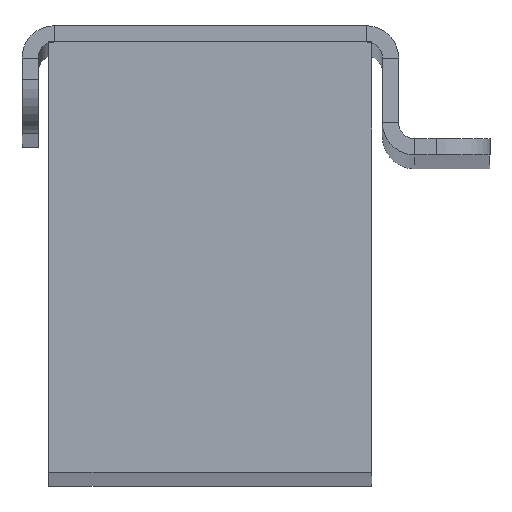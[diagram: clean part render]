
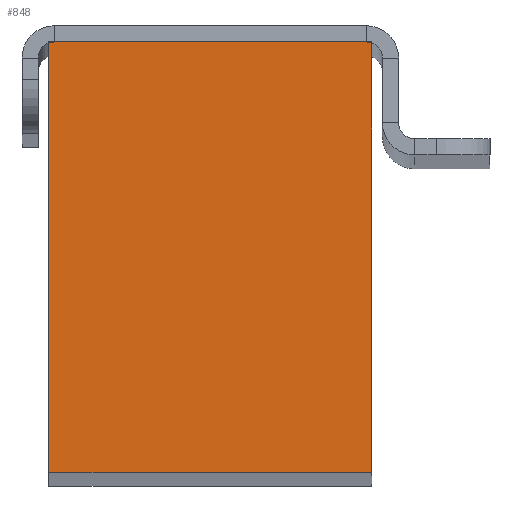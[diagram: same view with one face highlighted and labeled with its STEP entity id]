
A CAD part, top view. The second image highlights one B-rep face of the part: STEP entity #848.
In plain terms, the highlighted planar face has unit normal (0, 0, 1).
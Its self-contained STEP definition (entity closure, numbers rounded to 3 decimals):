
#9 = CARTESIAN_POINT ( 'NONE',  ( 40., -15., 371. ) ) ;
#46 = VERTEX_POINT ( 'NONE', #501 ) ;
#101 = CARTESIAN_POINT ( 'NONE',  ( 40., -15., 371. ) ) ;
#184 = DIRECTION ( 'NONE',  ( 0., -1., 0. ) ) ;
#204 = CARTESIAN_POINT ( 'NONE',  ( 0., 15., 371. ) ) ;
#213 = VERTEX_POINT ( 'NONE', #204 ) ;
#260 = EDGE_CURVE ( 'NONE', #985, #522, #774, .T. ) ;
#274 = VECTOR ( 'NONE', #1253, 1000. ) ;
#366 = EDGE_CURVE ( 'NONE', #46, #213, #798, .T. ) ;
#370 = ORIENTED_EDGE ( 'NONE', *, *, #260, .F. ) ;
#378 = AXIS2_PLACEMENT_3D ( 'NONE', #483, #462, #987 ) ;
#462 = DIRECTION ( 'NONE',  ( 0., 0., -1. ) ) ;
#466 = ORIENTED_EDGE ( 'NONE', *, *, #775, .T. ) ;
#476 = ORIENTED_EDGE ( 'NONE', *, *, #646, .F. ) ;
#483 = CARTESIAN_POINT ( 'NONE',  ( 40., -15., 371. ) ) ;
#501 = CARTESIAN_POINT ( 'NONE',  ( 40., 15., 371. ) ) ;
#508 = LINE ( 'NONE', #828, #1147 ) ;
#517 = VECTOR ( 'NONE', #661, 1000. ) ;
#522 = VERTEX_POINT ( 'NONE', #1031 ) ;
#646 = EDGE_CURVE ( 'NONE', #46, #985, #508, .T. ) ;
#661 = DIRECTION ( 'NONE',  ( 0., -1., 0. ) ) ;
#690 = CARTESIAN_POINT ( 'NONE',  ( 40., 15., 371. ) ) ;
#691 = VECTOR ( 'NONE', #955, 1000. ) ;
#774 = LINE ( 'NONE', #9, #691 ) ;
#775 = EDGE_CURVE ( 'NONE', #213, #522, #1186, .T. ) ;
#794 = ORIENTED_EDGE ( 'NONE', *, *, #366, .T. ) ;
#798 = LINE ( 'NONE', #690, #274 ) ;
#828 = CARTESIAN_POINT ( 'NONE',  ( 40., -15., 371. ) ) ;
#848 = ADVANCED_FACE ( 'NONE', ( #992 ), #1328, .F. ) ;
#955 = DIRECTION ( 'NONE',  ( -1., 0., 0. ) ) ;
#985 = VERTEX_POINT ( 'NONE', #101 ) ;
#987 = DIRECTION ( 'NONE',  ( -1., 0., 0. ) ) ;
#992 = FACE_OUTER_BOUND ( 'NONE', #1374, .T. ) ;
#1031 = CARTESIAN_POINT ( 'NONE',  ( 0., -15., 371. ) ) ;
#1147 = VECTOR ( 'NONE', #184, 1000. ) ;
#1186 = LINE ( 'NONE', #1199, #517 ) ;
#1199 = CARTESIAN_POINT ( 'NONE',  ( 0., -15., 371. ) ) ;
#1253 = DIRECTION ( 'NONE',  ( -1., 0., 0. ) ) ;
#1328 = PLANE ( 'NONE',  #378 ) ;
#1374 = EDGE_LOOP ( 'NONE', ( #466, #370, #476, #794 ) ) ;
